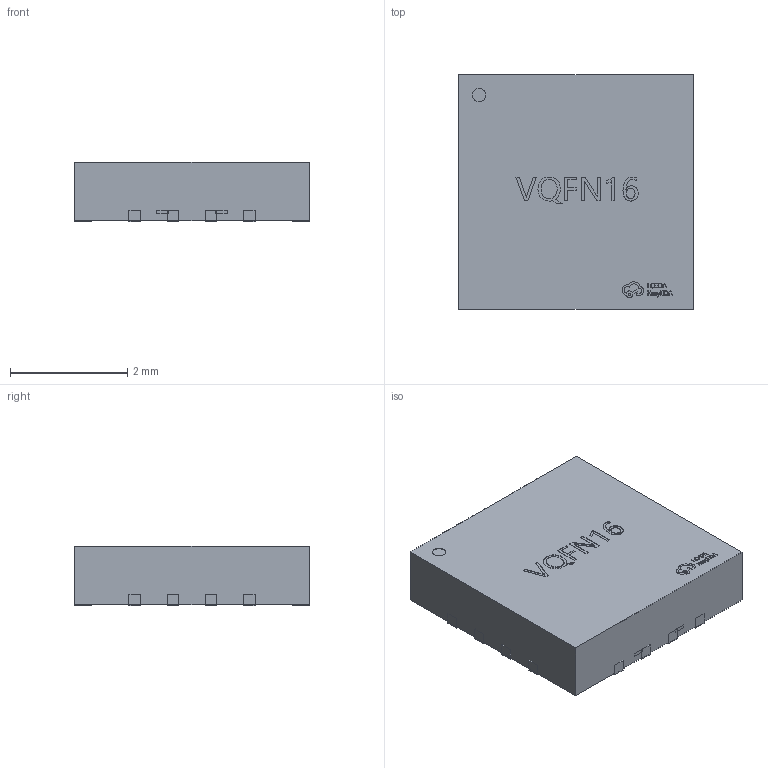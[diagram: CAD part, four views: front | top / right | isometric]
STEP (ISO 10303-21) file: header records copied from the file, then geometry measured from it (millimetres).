
FILE_DESCRIPTION (( 'STEP AP214' ), '1' );
FILE_NAME ('VQFN-16_L4.0-W4.0-H1.0-P0.65.step', '2022-07-15T04:08:15', ( '' ), ( '' ), 'SwSTEP 2.0', 'SolidWorks 2020', '' );
FILE_SCHEMA (( 'AUTOMOTIVE_DESIGN' ));
Length unit declared in the file: millimetre
Products named in the file (1): VQFN-16_L4.0-W4.0-H1.0-P0.65
Bounding box: 4.02 x 4.02 x 1.02 mm (x, y, z)
Volume: 16.2 mm3; surface area: 53 mm2
Topology: 30 solids, 30 shells, 483 faces, 1215 edges, 810 vertices
Faces by surface type: plane 323, bspline 142, cylinder 18
Entity records: 22549 total; most frequent: CARTESIAN_POINT 6243, ORIENTED_EDGE 2430, DIRECTION 1647, EDGE_CURVE 1215, VECTOR 891, LINE 891, VERTEX_POINT 810, UNCERTAINTY_MEASURE_WITH_UNIT 515
